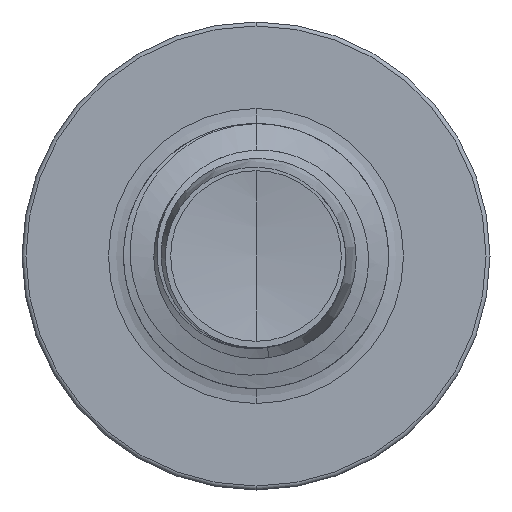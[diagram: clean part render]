
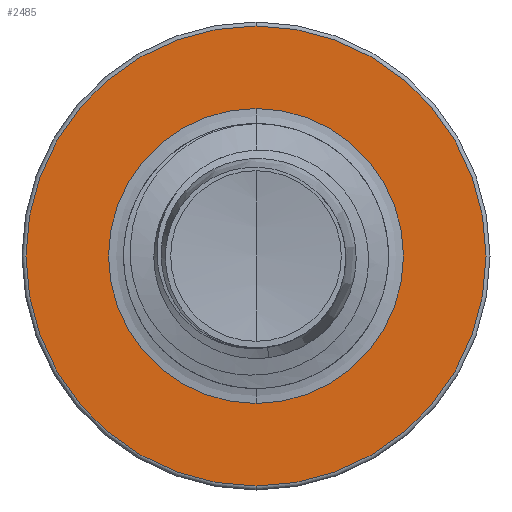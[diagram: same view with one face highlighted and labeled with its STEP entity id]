
A CAD part, front view. The second image highlights one B-rep face of the part: STEP entity #2485.
In plain terms, the highlighted planar face has unit normal (0, -1, 0).
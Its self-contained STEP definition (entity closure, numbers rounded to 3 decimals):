
#109 = DIRECTION ( 'NONE',  ( 0., 0., 1. ) ) ;
#375 = CIRCLE ( 'NONE', #13790, 1.67 ) ;
#416 = EDGE_LOOP ( 'NONE', ( #4804, #9721 ) ) ;
#1036 = DIRECTION ( 'NONE',  ( 0., 0., 1. ) ) ;
#1518 = AXIS2_PLACEMENT_3D ( 'NONE', #6150, #13424, #7213 ) ;
#2258 = AXIS2_PLACEMENT_3D ( 'NONE', #6752, #14023, #7785 ) ;
#2276 = VERTEX_POINT ( 'NONE', #8906 ) ;
#2478 = CARTESIAN_POINT ( 'NONE',  ( 0., 5., -2.605 ) ) ;
#2485 = ADVANCED_FACE ( 'NONE', ( #10800, #8009 ), #7184, .F. ) ;
#2632 = CIRCLE ( 'NONE', #10597, 1.67 ) ;
#3448 = ORIENTED_EDGE ( 'NONE', *, *, #13626, .T. ) ;
#3763 = EDGE_CURVE ( 'NONE', #8690, #2276, #11288, .T. ) ;
#3810 = ORIENTED_EDGE ( 'NONE', *, *, #12252, .T. ) ;
#4804 = ORIENTED_EDGE ( 'NONE', *, *, #12671, .F. ) ;
#5105 = CARTESIAN_POINT ( 'NONE',  ( 0., 5., -1.67 ) ) ;
#5462 = EDGE_LOOP ( 'NONE', ( #3448, #3810 ) ) ;
#5563 = CARTESIAN_POINT ( 'NONE',  ( 0., 5., 1.67 ) ) ;
#6150 = CARTESIAN_POINT ( 'NONE',  ( 0., 5., 0. ) ) ;
#6752 = CARTESIAN_POINT ( 'NONE',  ( 0., 5., 0. ) ) ;
#6964 = DIRECTION ( 'NONE',  ( 0., 1., 0. ) ) ;
#7184 = PLANE ( 'NONE',  #10134 ) ;
#7213 = DIRECTION ( 'NONE',  ( 0., 0., 1. ) ) ;
#7733 = DIRECTION ( 'NONE',  ( 0., 1., 0. ) ) ;
#7785 = DIRECTION ( 'NONE',  ( 0., 0., 1. ) ) ;
#8009 = FACE_BOUND ( 'NONE', #5462, .T. ) ;
#8690 = VERTEX_POINT ( 'NONE', #2478 ) ;
#8906 = CARTESIAN_POINT ( 'NONE',  ( 0., 5., 2.605 ) ) ;
#9721 = ORIENTED_EDGE ( 'NONE', *, *, #3763, .F. ) ;
#10134 = AXIS2_PLACEMENT_3D ( 'NONE', #12455, #12329, #11431 ) ;
#10374 = VERTEX_POINT ( 'NONE', #5105 ) ;
#10597 = AXIS2_PLACEMENT_3D ( 'NONE', #13158, #6964, #109 ) ;
#10800 = FACE_OUTER_BOUND ( 'NONE', #416, .T. ) ;
#10916 = CIRCLE ( 'NONE', #1518, 2.605 ) ;
#11288 = CIRCLE ( 'NONE', #2258, 2.605 ) ;
#11431 = DIRECTION ( 'NONE',  ( 0., 0., 1. ) ) ;
#11628 = VERTEX_POINT ( 'NONE', #5563 ) ;
#12252 = EDGE_CURVE ( 'NONE', #10374, #11628, #2632, .T. ) ;
#12329 = DIRECTION ( 'NONE',  ( 0., 1., 0. ) ) ;
#12455 = CARTESIAN_POINT ( 'NONE',  ( 0., 5., -1.67 ) ) ;
#12671 = EDGE_CURVE ( 'NONE', #2276, #8690, #10916, .T. ) ;
#13158 = CARTESIAN_POINT ( 'NONE',  ( 0., 5., 0. ) ) ;
#13424 = DIRECTION ( 'NONE',  ( 0., 1., 0. ) ) ;
#13626 = EDGE_CURVE ( 'NONE', #11628, #10374, #375, .T. ) ;
#13790 = AXIS2_PLACEMENT_3D ( 'NONE', #13965, #7733, #1036 ) ;
#13965 = CARTESIAN_POINT ( 'NONE',  ( 0., 5., 0. ) ) ;
#14023 = DIRECTION ( 'NONE',  ( 0., 1., 0. ) ) ;
